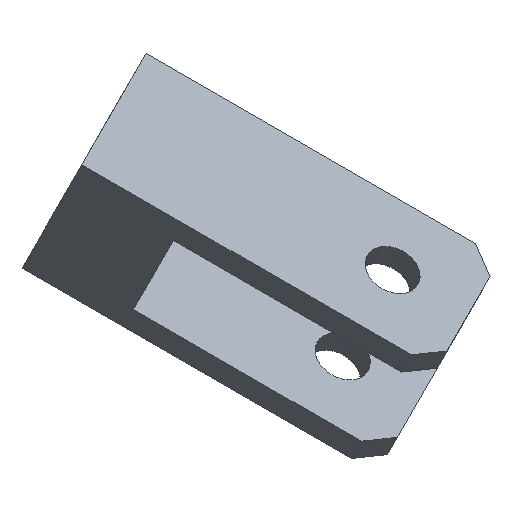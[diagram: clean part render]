
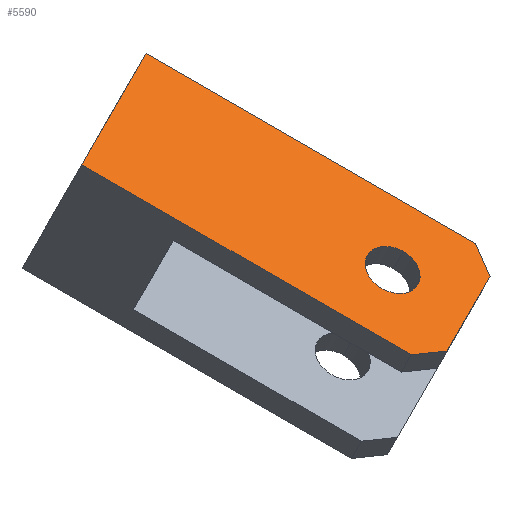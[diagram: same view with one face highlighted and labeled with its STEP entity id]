
A CAD part, front view. The second image highlights one B-rep face of the part: STEP entity #5590.
In plain terms, the highlighted face is planar.
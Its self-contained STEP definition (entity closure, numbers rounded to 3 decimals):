
#250=CARTESIAN_POINT('',(0.,3.,3.));
#260=VERTEX_POINT('',#250);
#430=CARTESIAN_POINT('',(0.,3.,-3.));
#440=VERTEX_POINT('',#430);
#470=CARTESIAN_POINT('',(0.,3.,0.));
#480=DIRECTION('',(0.,0.,1.));
#490=VECTOR('',#480,1.);
#500=LINE('',#470,#490);
#510=EDGE_CURVE('',#440,#260,#500,.T.);
#610=CARTESIAN_POINT('',(0.,3.,3.));
#620=DIRECTION('',(-1.,0.,0.));
#630=VECTOR('',#620,1.);
#640=LINE('',#610,#630);
#650=CARTESIAN_POINT('',(13.,3.,3.));
#660=VERTEX_POINT('',#650);
#670=EDGE_CURVE('',#660,#260,#640,.T.);
#2000=CARTESIAN_POINT('',(13.,3.,-3.));
#2010=VERTEX_POINT('',#2000);
#2040=CARTESIAN_POINT('',(0.,3.,-3.));
#2050=DIRECTION('',(1.,0.,0.));
#2060=VECTOR('',#2050,1.);
#2070=LINE('',#2040,#2060);
#2080=EDGE_CURVE('',#440,#2010,#2070,.T.);
#3050=CARTESIAN_POINT('',(11.,3.,-1.));
#3060=VERTEX_POINT('',#3050);
#3240=CARTESIAN_POINT('',(11.,3.,1.));
#3250=VERTEX_POINT('',#3240);
#3280=CARTESIAN_POINT('',(11.,3.,0.));
#3290=DIRECTION('',(0.,-1.,0.));
#3300=DIRECTION('',(0.,0.,-1.));
#3310=AXIS2_PLACEMENT_3D('',#3280,#3290,#3300);
#3320=CIRCLE('',#3310,1.);
#3330=EDGE_CURVE('',#3250,#3060,#3320,.T.);
#5100=CARTESIAN_POINT('',(14.,3.,2.));
#5110=VERTEX_POINT('',#5100);
#5140=CARTESIAN_POINT('',(14.,3.,0.));
#5150=DIRECTION('',(0.,0.,1.));
#5160=VECTOR('',#5150,1.);
#5170=LINE('',#5140,#5160);
#5180=CARTESIAN_POINT('',(14.,3.,-2.));
#5190=VERTEX_POINT('',#5180);
#5200=EDGE_CURVE('',#5190,#5110,#5170,.T.);
#5310=CARTESIAN_POINT('',(-1.4,3.,-3.76));
#5320=DIRECTION('',(0.,-1.,0.));
#5330=DIRECTION('',(0.,0.,1.));
#5340=AXIS2_PLACEMENT_3D('',#5310,#5320,#5330);
#5350=PLANE('',#5340);
#5360=EDGE_CURVE('',#3060,#3250,#3320,.T.);
#5370=ORIENTED_EDGE('',*,*,#5360,.T.);
#5380=ORIENTED_EDGE('',*,*,#3330,.T.);
#5390=EDGE_LOOP('',(#5380,#5370));
#5400=FACE_BOUND('',#5390,.T.);
#5410=ORIENTED_EDGE('',*,*,#510,.T.);
#5420=ORIENTED_EDGE('',*,*,#2080,.F.);
#5430=CARTESIAN_POINT('',(16.,3.,0.));
#5440=DIRECTION('',(-0.707,0.,-0.707));
#5450=VECTOR('',#5440,1.);
#5460=LINE('',#5430,#5450);
#5470=EDGE_CURVE('',#5190,#2010,#5460,.T.);
#5480=ORIENTED_EDGE('',*,*,#5470,.T.);
#5490=ORIENTED_EDGE('',*,*,#5200,.F.);
#5500=CARTESIAN_POINT('',(16.,3.,0.));
#5510=DIRECTION('',(0.707,0.,-0.707));
#5520=VECTOR('',#5510,1.);
#5530=LINE('',#5500,#5520);
#5540=EDGE_CURVE('',#660,#5110,#5530,.T.);
#5550=ORIENTED_EDGE('',*,*,#5540,.T.);
#5560=ORIENTED_EDGE('',*,*,#670,.F.);
#5570=EDGE_LOOP('',(#5560,#5550,#5490,#5480,#5420,#5410));
#5580=FACE_OUTER_BOUND('',#5570,.T.);
#5590=ADVANCED_FACE('',(#5400,#5580),#5350,.F.);
